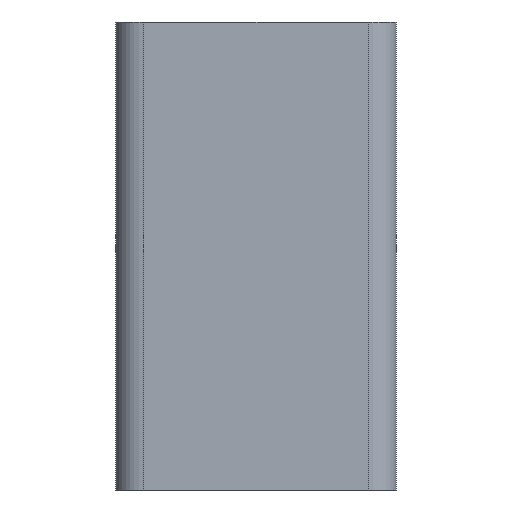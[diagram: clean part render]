
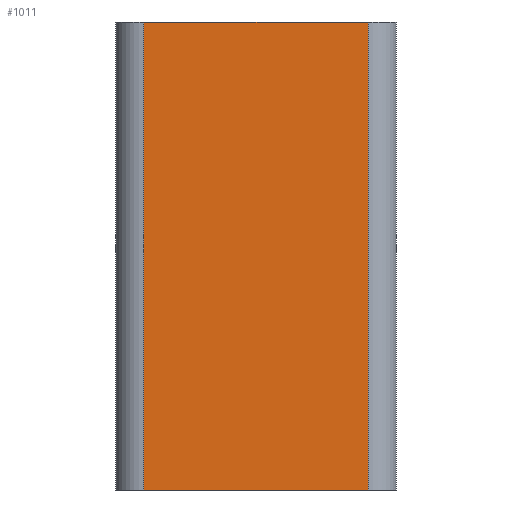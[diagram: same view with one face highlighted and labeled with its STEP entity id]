
A CAD part, front view. The second image highlights one B-rep face of the part: STEP entity #1011.
In plain terms, the highlighted planar face has unit normal (0, -1, 0).
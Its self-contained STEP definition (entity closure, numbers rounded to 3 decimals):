
#98 = CARTESIAN_POINT ( 'NONE',  ( 12., -15., 25. ) ) ;
#230 = CARTESIAN_POINT ( 'NONE',  ( 12., -15., 25. ) ) ;
#551 = EDGE_LOOP ( 'NONE', ( #2289, #4672, #3170, #2627 ) ) ;
#590 = LINE ( 'NONE', #2187, #1222 ) ;
#771 = DIRECTION ( 'NONE',  ( -1., 0., 0. ) ) ;
#1011 = ADVANCED_FACE ( 'NONE', ( #5245 ), #2824, .F. ) ;
#1129 = CARTESIAN_POINT ( 'NONE',  ( 12., -15., 25. ) ) ;
#1165 = CARTESIAN_POINT ( 'NONE',  ( 12., -15., 25. ) ) ;
#1222 = VECTOR ( 'NONE', #4694, 1000. ) ;
#1293 = VECTOR ( 'NONE', #1756, 1000. ) ;
#1337 = AXIS2_PLACEMENT_3D ( 'NONE', #1129, #1968, #771 ) ;
#1491 = CARTESIAN_POINT ( 'NONE',  ( -12., -15., -25. ) ) ;
#1756 = DIRECTION ( 'NONE',  ( 1., 0., 0. ) ) ;
#1968 = DIRECTION ( 'NONE',  ( 0., 1., 0. ) ) ;
#1985 = LINE ( 'NONE', #5236, #3264 ) ;
#2094 = EDGE_CURVE ( 'NONE', #2426, #4843, #2968, .T. ) ;
#2187 = CARTESIAN_POINT ( 'NONE',  ( 12., -15., -25. ) ) ;
#2200 = EDGE_CURVE ( 'NONE', #2222, #3758, #590, .T. ) ;
#2208 = DIRECTION ( 'NONE',  ( 0., 0., -1. ) ) ;
#2222 = VERTEX_POINT ( 'NONE', #1491 ) ;
#2289 = ORIENTED_EDGE ( 'NONE', *, *, #2200, .T. ) ;
#2426 = VERTEX_POINT ( 'NONE', #2727 ) ;
#2627 = ORIENTED_EDGE ( 'NONE', *, *, #3148, .T. ) ;
#2639 = LINE ( 'NONE', #230, #3521 ) ;
#2727 = CARTESIAN_POINT ( 'NONE',  ( -12., -15., 25. ) ) ;
#2824 = PLANE ( 'NONE',  #1337 ) ;
#2968 = LINE ( 'NONE', #98, #1293 ) ;
#3148 = EDGE_CURVE ( 'NONE', #2426, #2222, #1985, .T. ) ;
#3170 = ORIENTED_EDGE ( 'NONE', *, *, #2094, .F. ) ;
#3264 = VECTOR ( 'NONE', #4107, 1000. ) ;
#3521 = VECTOR ( 'NONE', #2208, 1000. ) ;
#3758 = VERTEX_POINT ( 'NONE', #4127 ) ;
#4107 = DIRECTION ( 'NONE',  ( 0., 0., -1. ) ) ;
#4127 = CARTESIAN_POINT ( 'NONE',  ( 12., -15., -25. ) ) ;
#4277 = EDGE_CURVE ( 'NONE', #4843, #3758, #2639, .T. ) ;
#4672 = ORIENTED_EDGE ( 'NONE', *, *, #4277, .F. ) ;
#4694 = DIRECTION ( 'NONE',  ( 1., 0., 0. ) ) ;
#4843 = VERTEX_POINT ( 'NONE', #1165 ) ;
#5236 = CARTESIAN_POINT ( 'NONE',  ( -12., -15., 25. ) ) ;
#5245 = FACE_OUTER_BOUND ( 'NONE', #551, .T. ) ;
